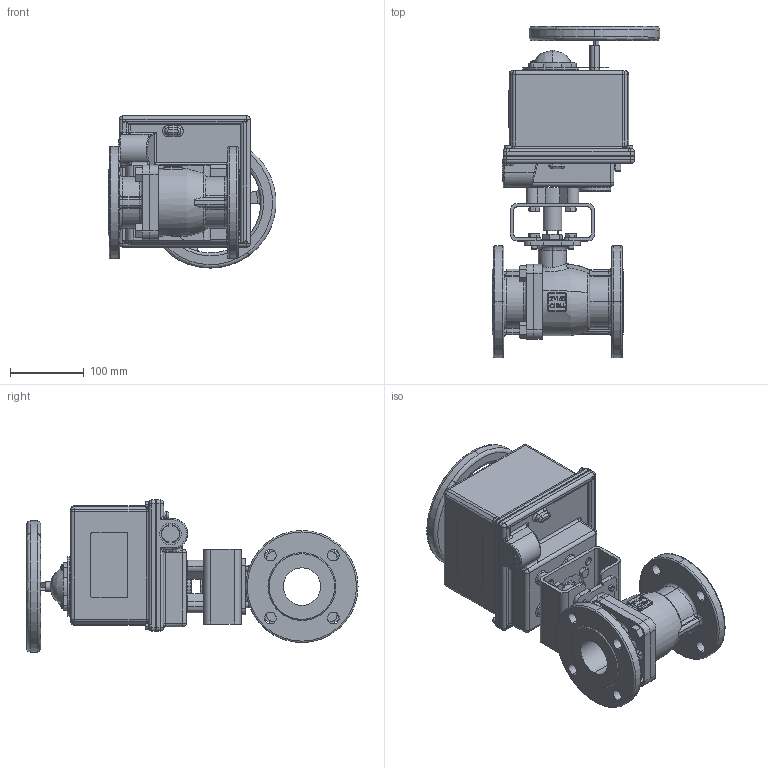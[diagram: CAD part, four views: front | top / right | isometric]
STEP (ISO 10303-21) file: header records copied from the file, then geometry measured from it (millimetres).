
FILE_DESCRIPTION (( 'STEP AP203' ), '1' );
FILE_NAME ('2000F-200_ER-6.STEP', '2017-12-14T19:49:35', ( '' ), ( '' ), 'SwSTEP 2.0', 'SolidWorks 2014', '' );
FILE_SCHEMA (( 'CONFIG_CONTROL_DESIGN' ));
Products named in the file (1): 2000F-200_ER-6
Bounding box: 227.42 x 450.07 x 206.35 mm (x, y, z)
Surface area: 495968.4 mm2 (no closed solid volume)
Topology: 0 solids, 85 shells, 999 faces, 3142 edges, 2149 vertices
Faces by surface type: cylinder 376, plane 308, bspline 194, cone 83, torus 36, sphere 2
Entity records: 51431 total; most frequent: CARTESIAN_POINT 25904, ORIENTED_EDGE 5029, DIRECTION 4908, EDGE_CURVE 3109, VERTEX_POINT 2149, AXIS2_PLACEMENT_3D 1817, VECTOR 1274, LINE 1274
